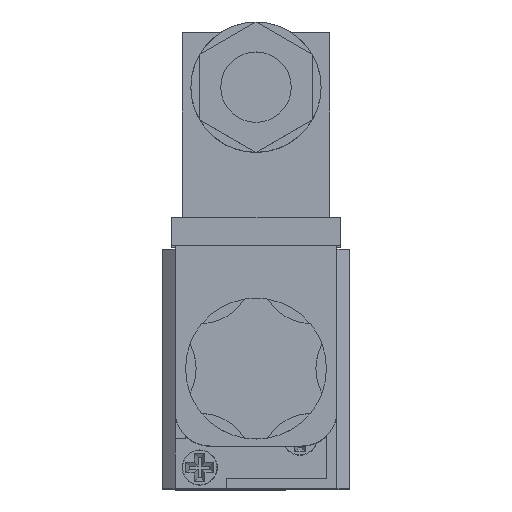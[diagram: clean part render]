
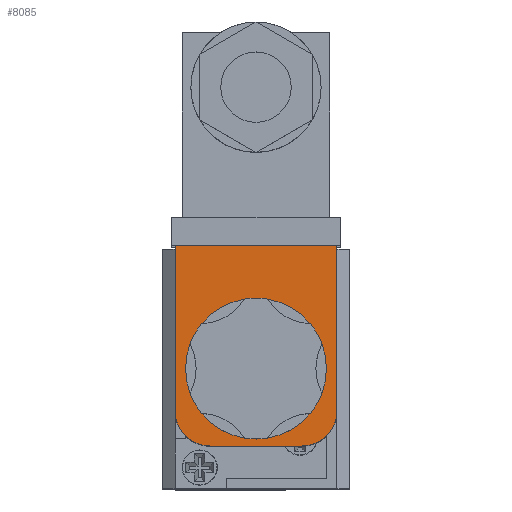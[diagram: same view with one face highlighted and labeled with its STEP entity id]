
A CAD part, top view. The second image highlights one B-rep face of the part: STEP entity #8085.
In plain terms, the highlighted planar face has unit normal (0, 0, 1).
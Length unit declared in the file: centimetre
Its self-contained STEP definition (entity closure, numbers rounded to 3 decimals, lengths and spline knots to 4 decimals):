
#304=FACE_BOUND($,#1759,.T.);
#550=CIRCLE($,#8810,1.);
#578=CIRCLE($,#8852,0.5);
#579=CIRCLE($,#8853,0.5);
#1107=FACE_OUTER_BOUND($,#1758,.T.);
#1758=EDGE_LOOP($,(#7093,#7094,#7095,#7096,#7097,#7098));
#1759=EDGE_LOOP($,(#7099));
#2527=LINE($,#13417,#3297);
#2528=LINE($,#13419,#3298);
#2529=LINE($,#13421,#3299);
#2530=LINE($,#13425,#3300);
#3297=VECTOR($,#11049,2.35);
#3298=VECTOR($,#11050,2.3);
#3299=VECTOR($,#11051,2.35);
#3300=VECTOR($,#11054,1.3);
#4027=VERTEX_POINT($,#13311);
#4071=VERTEX_POINT($,#13415);
#4072=VERTEX_POINT($,#13416);
#4073=VERTEX_POINT($,#13418);
#4074=VERTEX_POINT($,#13420);
#4075=VERTEX_POINT($,#13422);
#4076=VERTEX_POINT($,#13424);
#5052=EDGE_CURVE($,#4027,#4027,#550,.T.);
#5098=EDGE_CURVE($,#4071,#4072,#2527,.T.);
#5099=EDGE_CURVE($,#4072,#4073,#2528,.T.);
#5100=EDGE_CURVE($,#4073,#4074,#2529,.T.);
#5101=EDGE_CURVE($,#4074,#4075,#578,.T.);
#5102=EDGE_CURVE($,#4075,#4076,#2530,.T.);
#5103=EDGE_CURVE($,#4076,#4071,#579,.T.);
#7093=ORIENTED_EDGE($,*,*,#5098,.T.);
#7094=ORIENTED_EDGE($,*,*,#5099,.T.);
#7095=ORIENTED_EDGE($,*,*,#5100,.T.);
#7096=ORIENTED_EDGE($,*,*,#5101,.T.);
#7097=ORIENTED_EDGE($,*,*,#5102,.T.);
#7098=ORIENTED_EDGE($,*,*,#5103,.T.);
#7099=ORIENTED_EDGE($,*,*,#5052,.T.);
#7612=PLANE($,#8851);
#8085=ADVANCED_FACE($,(#1107,#304),#7612,.T.);
#8810=AXIS2_PLACEMENT_3D($,#13312,#10947,#10948);
#8851=AXIS2_PLACEMENT_3D($,#13414,#11047,#11048);
#8852=AXIS2_PLACEMENT_3D($,#13423,#11052,#11053);
#8853=AXIS2_PLACEMENT_3D($,#13426,#11055,#11056);
#10947=DIRECTION('center_axis',(0.,0.,
-1.));
#10948=DIRECTION('ref_axis',(-1.,0.,0.));
#11047=DIRECTION('center_axis',(0.,0.,
1.));
#11048=DIRECTION('ref_axis',(1.,0.,0.));
#11049=DIRECTION($,(0.,1.,0.));
#11050=DIRECTION($,(-1.,0.,0.));
#11051=DIRECTION($,(0.,-1.,0.));
#11052=DIRECTION('center_axis',(0.,0.,
1.));
#11053=DIRECTION('ref_axis',(1.,0.,0.));
#11054=DIRECTION($,(1.,0.,0.));
#11055=DIRECTION('center_axis',(0.,0.,
1.));
#11056=DIRECTION('ref_axis',(-1.,0.,0.));
#13311=CARTESIAN_POINT('',(-2.1242,-0.1978,8.0872));
#13312=CARTESIAN_POINT('Origin',(-1.1242,-0.1978,8.0872));
#13414=CARTESIAN_POINT('Origin',(-1.7742,-0.7978,8.0872));
#13415=CARTESIAN_POINT('',(0.0258,-0.7978,8.0872));
#13416=CARTESIAN_POINT('',(0.0258,1.5522,8.0872));
#13417=CARTESIAN_POINT($,(0.0258,-0.7978,8.0872));
#13418=CARTESIAN_POINT('',(-2.2742,1.5522,8.0872));
#13419=CARTESIAN_POINT($,(-2.2742,1.5522,8.0872));
#13420=CARTESIAN_POINT('',(-2.2742,-0.7978,8.0872));
#13421=CARTESIAN_POINT($,(-2.2742,-0.7978,8.0872));
#13422=CARTESIAN_POINT('',(-1.7742,-1.2978,8.0872));
#13423=CARTESIAN_POINT('Origin',(-1.7742,-0.7978,8.0872));
#13424=CARTESIAN_POINT('',(-0.4742,-1.2978,8.0872));
#13425=CARTESIAN_POINT($,(-1.7742,-1.2978,8.0872));
#13426=CARTESIAN_POINT('Origin',(-0.4742,-0.7978,8.0872));
